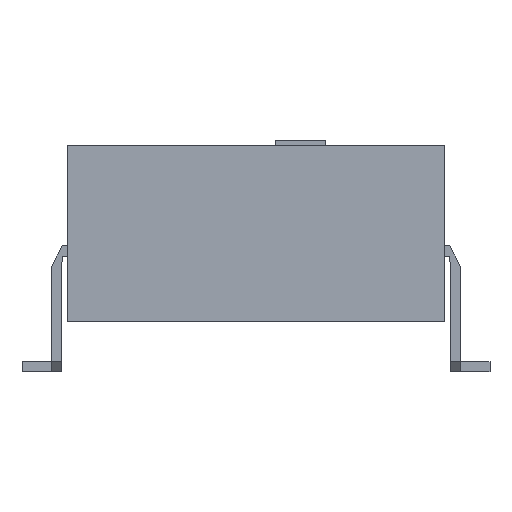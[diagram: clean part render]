
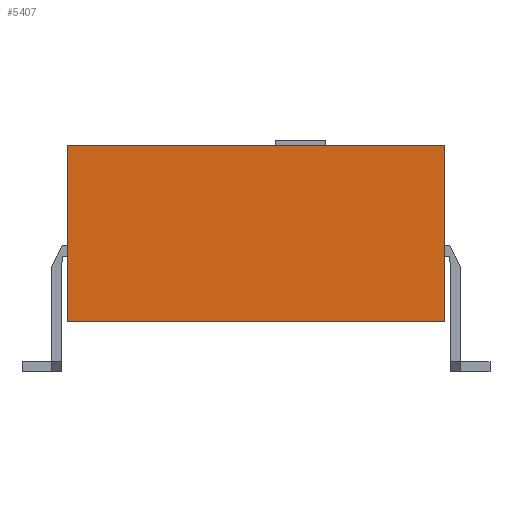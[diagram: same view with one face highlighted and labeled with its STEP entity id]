
A CAD part, left-side view. The second image highlights one B-rep face of the part: STEP entity #5407.
In plain terms, the highlighted planar face has unit normal (-1, 0, 0).
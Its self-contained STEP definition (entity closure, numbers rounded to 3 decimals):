
#723 = EDGE_CURVE ( 'NONE', #2773, #1229, #8012, .T. ) ;
#949 = EDGE_CURVE ( 'NONE', #4211, #2773, #9749, .T. ) ;
#1197 = CARTESIAN_POINT ( 'NONE',  ( -7.34, -3.75, 1. ) ) ;
#1229 = VERTEX_POINT ( 'NONE', #1197 ) ;
#1391 = CARTESIAN_POINT ( 'NONE',  ( -7.34, -3.75, 4.5 ) ) ;
#1497 = EDGE_CURVE ( 'NONE', #8998, #1229, #7678, .T. ) ;
#2463 = DIRECTION ( 'NONE',  ( 0., 0., -1. ) ) ;
#2532 = CARTESIAN_POINT ( 'NONE',  ( -7.34, -3.75, 1. ) ) ;
#2569 = PLANE ( 'NONE',  #9673 ) ;
#2626 = DIRECTION ( 'NONE',  ( 0., 0., -1. ) ) ;
#2760 = EDGE_LOOP ( 'NONE', ( #5393, #4157, #10247, #7362 ) ) ;
#2773 = VERTEX_POINT ( 'NONE', #5644 ) ;
#3301 = LINE ( 'NONE', #8572, #4625 ) ;
#3378 = EDGE_CURVE ( 'NONE', #4211, #8998, #3301, .T. ) ;
#4143 = DIRECTION ( 'NONE',  ( 0., -1., 0. ) ) ;
#4157 = ORIENTED_EDGE ( 'NONE', *, *, #1497, .F. ) ;
#4211 = VERTEX_POINT ( 'NONE', #9247 ) ;
#4226 = CARTESIAN_POINT ( 'NONE',  ( -7.34, -3.75, 4.5 ) ) ;
#4560 = VECTOR ( 'NONE', #2463, 1000. ) ;
#4625 = VECTOR ( 'NONE', #4143, 1000. ) ;
#4762 = VECTOR ( 'NONE', #9488, 1000. ) ;
#5393 = ORIENTED_EDGE ( 'NONE', *, *, #723, .T. ) ;
#5407 = ADVANCED_FACE ( 'NONE', ( #10746 ), #2569, .F. ) ;
#5644 = CARTESIAN_POINT ( 'NONE',  ( -7.34, 3.75, 1. ) ) ;
#5814 = CARTESIAN_POINT ( 'NONE',  ( -7.34, -3.75, 4.5 ) ) ;
#7362 = ORIENTED_EDGE ( 'NONE', *, *, #949, .T. ) ;
#7678 = LINE ( 'NONE', #5814, #4762 ) ;
#8012 = LINE ( 'NONE', #2532, #9582 ) ;
#8572 = CARTESIAN_POINT ( 'NONE',  ( -7.34, -3.75, 4.5 ) ) ;
#8998 = VERTEX_POINT ( 'NONE', #1391 ) ;
#9247 = CARTESIAN_POINT ( 'NONE',  ( -7.34, 3.75, 4.5 ) ) ;
#9488 = DIRECTION ( 'NONE',  ( 0., 0., -1. ) ) ;
#9582 = VECTOR ( 'NONE', #10600, 1000. ) ;
#9673 = AXIS2_PLACEMENT_3D ( 'NONE', #4226, #9902, #2626 ) ;
#9749 = LINE ( 'NONE', #10651, #4560 ) ;
#9902 = DIRECTION ( 'NONE',  ( 1., 0., 0. ) ) ;
#10247 = ORIENTED_EDGE ( 'NONE', *, *, #3378, .F. ) ;
#10600 = DIRECTION ( 'NONE',  ( 0., -1., 0. ) ) ;
#10651 = CARTESIAN_POINT ( 'NONE',  ( -7.34, 3.75, 4.5 ) ) ;
#10746 = FACE_OUTER_BOUND ( 'NONE', #2760, .T. ) ;
